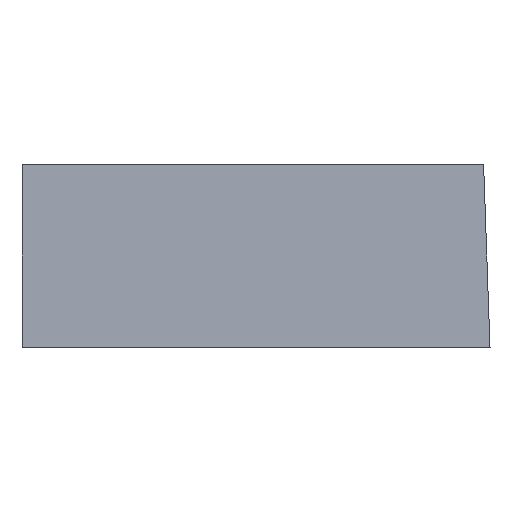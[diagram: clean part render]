
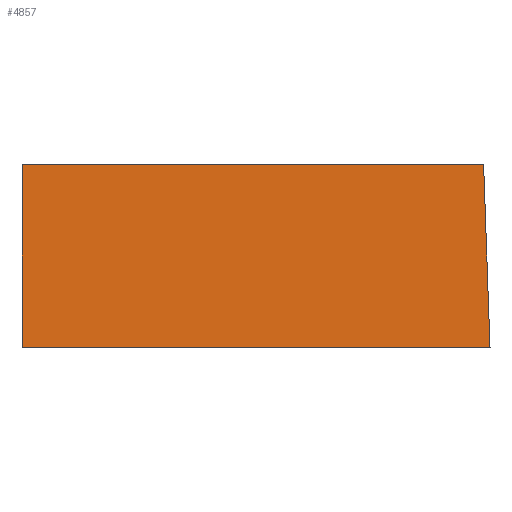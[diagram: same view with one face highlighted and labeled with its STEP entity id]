
A CAD part, front view. The second image highlights one B-rep face of the part: STEP entity #4857.
In plain terms, the highlighted planar face has unit normal (0, -0.999, 0.035).
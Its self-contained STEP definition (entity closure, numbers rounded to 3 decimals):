
#65 = CARTESIAN_POINT ( 'NONE',  ( 1.678, -54.178, 7.451 ) ) ;
#437 = CARTESIAN_POINT ( 'NONE',  ( -140., -52.5, 55.5 ) ) ;
#518 = LINE ( 'NONE', #65, #1742 ) ;
#809 = CARTESIAN_POINT ( 'NONE',  ( -140., -54.308, 3.73 ) ) ;
#890 = DIRECTION ( 'NONE',  ( 0., -0.035, -0.999 ) ) ;
#923 = ORIENTED_EDGE ( 'NONE', *, *, #1128, .F. ) ;
#1128 = EDGE_CURVE ( 'NONE', #1506, #4902, #2088, .T. ) ;
#1229 = LINE ( 'NONE', #5371, #2633 ) ;
#1231 = CARTESIAN_POINT ( 'NONE',  ( 1.938, -54.438, 0. ) ) ;
#1506 = VERTEX_POINT ( 'NONE', #1231 ) ;
#1742 = VECTOR ( 'NONE', #3377, 1000. ) ;
#1893 = VERTEX_POINT ( 'NONE', #437 ) ;
#1970 = VECTOR ( 'NONE', #3709, 1000. ) ;
#2086 = VERTEX_POINT ( 'NONE', #3969 ) ;
#2088 = LINE ( 'NONE', #2544, #1970 ) ;
#2090 = FACE_OUTER_BOUND ( 'NONE', #3719, .T. ) ;
#2149 = CARTESIAN_POINT ( 'NONE',  ( -140., -54.438, 0. ) ) ;
#2419 = DIRECTION ( 'NONE',  ( 1., 0., 0. ) ) ;
#2476 = DIRECTION ( 'NONE',  ( 0., 0.035, 0.999 ) ) ;
#2544 = CARTESIAN_POINT ( 'NONE',  ( -140., -54.438, 0. ) ) ;
#2633 = VECTOR ( 'NONE', #2419, 1000. ) ;
#2679 = ORIENTED_EDGE ( 'NONE', *, *, #4064, .F. ) ;
#3167 = ORIENTED_EDGE ( 'NONE', *, *, #3587, .F. ) ;
#3347 = ORIENTED_EDGE ( 'NONE', *, *, #4101, .F. ) ;
#3377 = DIRECTION ( 'NONE',  ( 0.035, -0.035, -0.999 ) ) ;
#3587 = EDGE_CURVE ( 'NONE', #2086, #1506, #518, .T. ) ;
#3709 = DIRECTION ( 'NONE',  ( -1., 0., 0. ) ) ;
#3719 = EDGE_LOOP ( 'NONE', ( #3347, #923, #3167, #2679 ) ) ;
#3969 = CARTESIAN_POINT ( 'NONE',  ( 0., -52.5, 55.5 ) ) ;
#4064 = EDGE_CURVE ( 'NONE', #1893, #2086, #1229, .T. ) ;
#4101 = EDGE_CURVE ( 'NONE', #4902, #1893, #4614, .T. ) ;
#4176 = DIRECTION ( 'NONE',  ( 0., -0.999, 0.035 ) ) ;
#4614 = LINE ( 'NONE', #809, #4708 ) ;
#4656 = CARTESIAN_POINT ( 'NONE',  ( -140., -52.5, 55.5 ) ) ;
#4708 = VECTOR ( 'NONE', #2476, 1000. ) ;
#4857 = ADVANCED_FACE ( 'NONE', ( #2090 ), #5159, .T. ) ;
#4902 = VERTEX_POINT ( 'NONE', #2149 ) ;
#5159 = PLANE ( 'NONE',  #5222 ) ;
#5222 = AXIS2_PLACEMENT_3D ( 'NONE', #4656, #4176, #890 ) ;
#5371 = CARTESIAN_POINT ( 'NONE',  ( -140., -52.5, 55.5 ) ) ;
